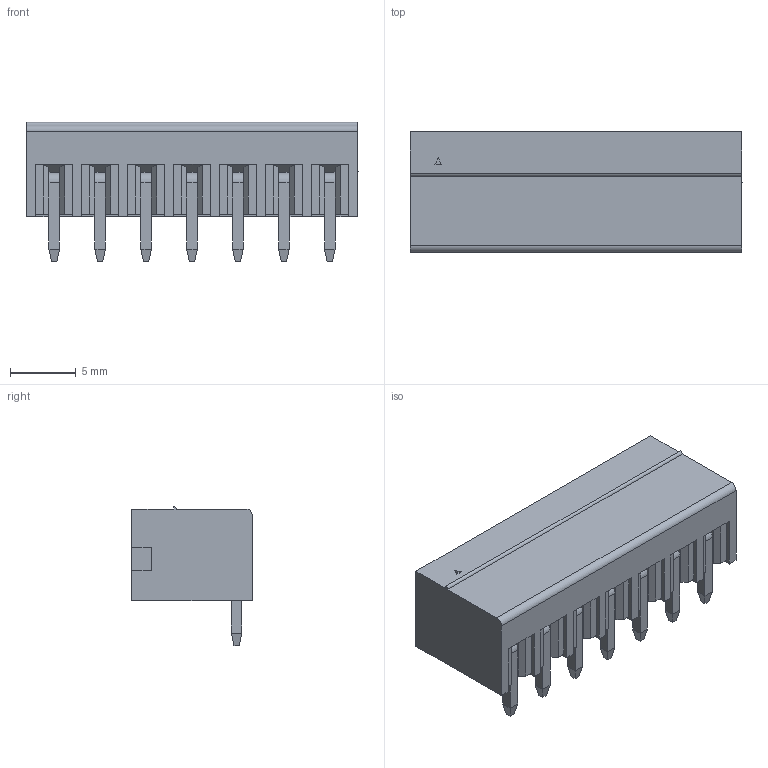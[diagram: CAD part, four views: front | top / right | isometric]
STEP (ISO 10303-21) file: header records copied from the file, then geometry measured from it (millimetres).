
FILE_DESCRIPTION (( 'STEP AP214' ), '1' );
FILE_NAME ('15EDGRC-3.5-07P-14-00AH.STEP', '2021-01-29T01:59:42', ( '' ), ( '' ), 'SwSTEP 2.0', 'SolidWorks 2020', '' );
FILE_SCHEMA (( 'AUTOMOTIVE_DESIGN' ));
Length unit declared in the file: millimetre
Products named in the file (1): 15EDGRC-3.5-07P-14-00AH
Bounding box: 25.3 x 9.2 x 10.6 mm (x, y, z)
Volume: 723 mm3; surface area: 2485.2 mm2
Topology: 1 solids, 8 shells, 827 faces, 2191 edges, 1428 vertices
Faces by surface type: plane 636, bspline 147, cylinder 23, torus 14, cone 7
Entity records: 37252 total; most frequent: CARTESIAN_POINT 13074, ORIENTED_EDGE 4382, DIRECTION 3354, EDGE_CURVE 2191, VECTOR 1802, LINE 1802, VERTEX_POINT 1428, EDGE_LOOP 875
